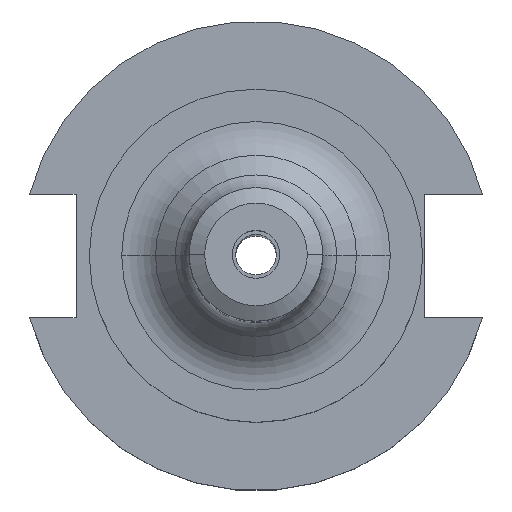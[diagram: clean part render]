
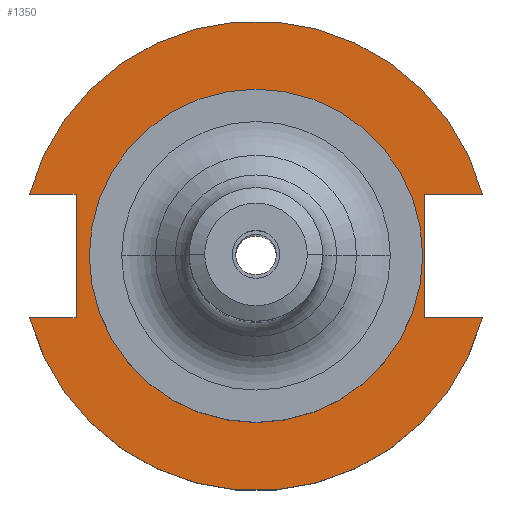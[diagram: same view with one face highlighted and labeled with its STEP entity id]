
A CAD part, top view. The second image highlights one B-rep face of the part: STEP entity #1350.
In plain terms, the highlighted planar face has unit normal (0, 0, 1).
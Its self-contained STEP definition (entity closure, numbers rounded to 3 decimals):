
#50 = VECTOR ( 'NONE', #518, 1000. ) ;
#65 = DIRECTION ( 'NONE',  ( 0., 1., 0. ) ) ;
#87 = CARTESIAN_POINT ( 'NONE',  ( 35.306, 12.954, 19.05 ) ) ;
#98 = ORIENTED_EDGE ( 'NONE', *, *, #1831, .T. ) ;
#138 = CARTESIAN_POINT ( 'NONE',  ( -47.477, -12.954, 19.05 ) ) ;
#144 = EDGE_CURVE ( 'NONE', #1315, #1810, #261, .T. ) ;
#197 = ORIENTED_EDGE ( 'NONE', *, *, #1860, .F. ) ;
#218 = VECTOR ( 'NONE', #1071, 1000. ) ;
#221 = CARTESIAN_POINT ( 'NONE',  ( 0., 49.212, 19.05 ) ) ;
#261 = LINE ( 'NONE', #87, #218 ) ;
#277 = PLANE ( 'NONE',  #1202 ) ;
#318 = EDGE_LOOP ( 'NONE', ( #360, #1639 ) ) ;
#354 = VECTOR ( 'NONE', #722, 1000. ) ;
#356 = AXIS2_PLACEMENT_3D ( 'NONE', #1300, #1291, #1278 ) ;
#360 = ORIENTED_EDGE ( 'NONE', *, *, #2083, .F. ) ;
#423 = EDGE_CURVE ( 'NONE', #906, #1712, #454, .T. ) ;
#446 = ORIENTED_EDGE ( 'NONE', *, *, #423, .F. ) ;
#448 = CARTESIAN_POINT ( 'NONE',  ( 34.925, 0., 19.05 ) ) ;
#454 = LINE ( 'NONE', #1360, #50 ) ;
#465 = VERTEX_POINT ( 'NONE', #1318 ) ;
#489 = EDGE_CURVE ( 'NONE', #1578, #465, #1269, .T. ) ;
#518 = DIRECTION ( 'NONE',  ( 1., 0., 0. ) ) ;
#522 = EDGE_LOOP ( 'NONE', ( #98, #1213, #1557, #695, #1540, #197, #1865, #446 ) ) ;
#545 = VECTOR ( 'NONE', #65, 1000. ) ;
#577 = AXIS2_PLACEMENT_3D ( 'NONE', #1782, #1092, #985 ) ;
#587 = DIRECTION ( 'NONE',  ( 0., 0., 1. ) ) ;
#593 = LINE ( 'NONE', #1987, #545 ) ;
#604 = DIRECTION ( 'NONE',  ( 0., -1., 0. ) ) ;
#623 = EDGE_CURVE ( 'NONE', #1712, #700, #593, .T. ) ;
#636 = AXIS2_PLACEMENT_3D ( 'NONE', #1673, #782, #1750 ) ;
#695 = ORIENTED_EDGE ( 'NONE', *, *, #144, .F. ) ;
#700 = VERTEX_POINT ( 'NONE', #1787 ) ;
#720 = FACE_OUTER_BOUND ( 'NONE', #522, .T. ) ;
#722 = DIRECTION ( 'NONE',  ( 1., 0., 0. ) ) ;
#755 = CIRCLE ( 'NONE', #1043, 34.925 ) ;
#782 = DIRECTION ( 'NONE',  ( 0., 0., 1. ) ) ;
#791 = CARTESIAN_POINT ( 'NONE',  ( 47.477, 12.954, 19.05 ) ) ;
#798 = CIRCLE ( 'NONE', #356, 49.212 ) ;
#833 = CIRCLE ( 'NONE', #636, 49.212 ) ;
#865 = LINE ( 'NONE', #1576, #916 ) ;
#868 = DIRECTION ( 'NONE',  ( 1., 0., 0. ) ) ;
#869 = CARTESIAN_POINT ( 'NONE',  ( -34.925, 0., 19.05 ) ) ;
#901 = VERTEX_POINT ( 'NONE', #1106 ) ;
#906 = VERTEX_POINT ( 'NONE', #138 ) ;
#916 = VECTOR ( 'NONE', #604, 1000. ) ;
#944 = DIRECTION ( 'NONE',  ( 1., 0., 0. ) ) ;
#985 = DIRECTION ( 'NONE',  ( 1., 0., 0. ) ) ;
#996 = EDGE_CURVE ( 'NONE', #1315, #901, #798, .T. ) ;
#1027 = CARTESIAN_POINT ( 'NONE',  ( 0., 0., 19.05 ) ) ;
#1042 = EDGE_CURVE ( 'NONE', #1366, #1974, #1559, .T. ) ;
#1043 = AXIS2_PLACEMENT_3D ( 'NONE', #1027, #2003, #868 ) ;
#1056 = FACE_BOUND ( 'NONE', #318, .T. ) ;
#1071 = DIRECTION ( 'NONE',  ( -1., 0., 0. ) ) ;
#1092 = DIRECTION ( 'NONE',  ( 0., 0., 1. ) ) ;
#1106 = CARTESIAN_POINT ( 'NONE',  ( -47.477, 12.954, 19.05 ) ) ;
#1202 = AXIS2_PLACEMENT_3D ( 'NONE', #221, #587, #944 ) ;
#1213 = ORIENTED_EDGE ( 'NONE', *, *, #489, .F. ) ;
#1269 = LINE ( 'NONE', #1324, #354 ) ;
#1278 = DIRECTION ( 'NONE',  ( 1., 0., 0. ) ) ;
#1291 = DIRECTION ( 'NONE',  ( 0., 0., 1. ) ) ;
#1300 = CARTESIAN_POINT ( 'NONE',  ( 0., 0., 19.05 ) ) ;
#1315 = VERTEX_POINT ( 'NONE', #791 ) ;
#1318 = CARTESIAN_POINT ( 'NONE',  ( 47.477, -12.954, 19.05 ) ) ;
#1324 = CARTESIAN_POINT ( 'NONE',  ( 35.306, -12.954, 19.05 ) ) ;
#1350 = ADVANCED_FACE ( 'NONE', ( #1056, #720 ), #277, .T. ) ;
#1360 = CARTESIAN_POINT ( 'NONE',  ( -63.719, -12.954, 19.05 ) ) ;
#1366 = VERTEX_POINT ( 'NONE', #869 ) ;
#1421 = CARTESIAN_POINT ( 'NONE',  ( 35.306, -12.954, 19.05 ) ) ;
#1528 = CARTESIAN_POINT ( 'NONE',  ( -37.719, -12.954, 19.05 ) ) ;
#1540 = ORIENTED_EDGE ( 'NONE', *, *, #996, .T. ) ;
#1557 = ORIENTED_EDGE ( 'NONE', *, *, #1577, .F. ) ;
#1559 = CIRCLE ( 'NONE', #577, 34.925 ) ;
#1576 = CARTESIAN_POINT ( 'NONE',  ( 35.306, 12.954, 19.05 ) ) ;
#1577 = EDGE_CURVE ( 'NONE', #1810, #1578, #865, .T. ) ;
#1578 = VERTEX_POINT ( 'NONE', #1421 ) ;
#1595 = VECTOR ( 'NONE', #1674, 1000. ) ;
#1639 = ORIENTED_EDGE ( 'NONE', *, *, #1042, .F. ) ;
#1673 = CARTESIAN_POINT ( 'NONE',  ( 0., 0., 19.05 ) ) ;
#1674 = DIRECTION ( 'NONE',  ( -1., 0., 0. ) ) ;
#1712 = VERTEX_POINT ( 'NONE', #1528 ) ;
#1750 = DIRECTION ( 'NONE',  ( 1., 0., 0. ) ) ;
#1782 = CARTESIAN_POINT ( 'NONE',  ( 0., 0., 19.05 ) ) ;
#1787 = CARTESIAN_POINT ( 'NONE',  ( -37.719, 12.954, 19.05 ) ) ;
#1810 = VERTEX_POINT ( 'NONE', #1890 ) ;
#1831 = EDGE_CURVE ( 'NONE', #906, #465, #833, .T. ) ;
#1860 = EDGE_CURVE ( 'NONE', #700, #901, #2080, .T. ) ;
#1865 = ORIENTED_EDGE ( 'NONE', *, *, #623, .F. ) ;
#1890 = CARTESIAN_POINT ( 'NONE',  ( 35.306, 12.954, 19.05 ) ) ;
#1974 = VERTEX_POINT ( 'NONE', #448 ) ;
#1983 = CARTESIAN_POINT ( 'NONE',  ( -63.719, 12.954, 19.05 ) ) ;
#1987 = CARTESIAN_POINT ( 'NONE',  ( -37.719, 12.954, 19.05 ) ) ;
#2003 = DIRECTION ( 'NONE',  ( 0., 0., 1. ) ) ;
#2080 = LINE ( 'NONE', #1983, #1595 ) ;
#2083 = EDGE_CURVE ( 'NONE', #1974, #1366, #755, .T. ) ;
